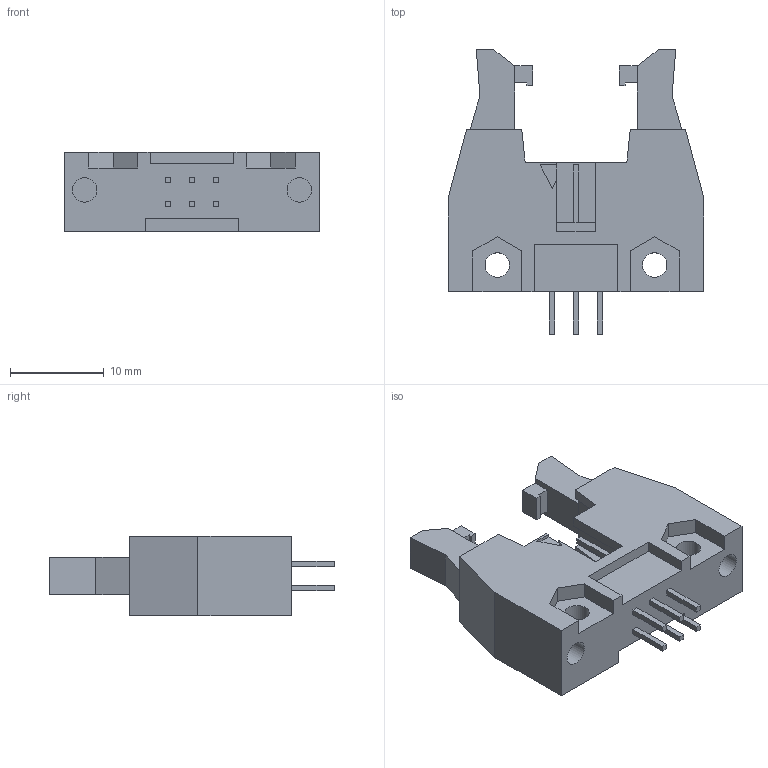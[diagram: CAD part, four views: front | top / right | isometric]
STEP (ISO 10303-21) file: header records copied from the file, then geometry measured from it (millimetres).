
FILE_DESCRIPTION(/* description */ (''),/* implementation_level */ '2;1');
FILE_NAME(/* name */ '100644889ugm000_a.stp',/* time_stamp */ '2016-01-07T08:02:17+01:00',/* author */ (''),/* organization */ (''),/* preprocessor_version */ 'ST-DEVELOPER v15',/* originating_system */ 'SIEMENS PLM Software NX 8.5',/* authorisation */ '');
FILE_SCHEMA (('AUTOMOTIVE_DESIGN { 1 0 10303 214 3 1 1 1 }'));
Length unit declared in the file: millimetre
Products named in the file (1): 100644889ugm000_a
Bounding box: 27.2 x 30.25 x 8.5 mm (x, y, z)
Volume: 2932.1 mm3; surface area: 2513.5 mm2
Topology: 1 solids, 1 shells, 142 faces, 368 edges, 244 vertices
Faces by surface type: plane 138, cylinder 4
Full cylindrical faces by diameter (mm): 2.6 x4
Entity records: 4843 total; most frequent: CARTESIAN_POINT 751, ORIENTED_EDGE 728, DIRECTION 658, EDGE_CURVE 364, LINE 356, VECTOR 356, VERTEX_POINT 244, EDGE_LOOP 166
